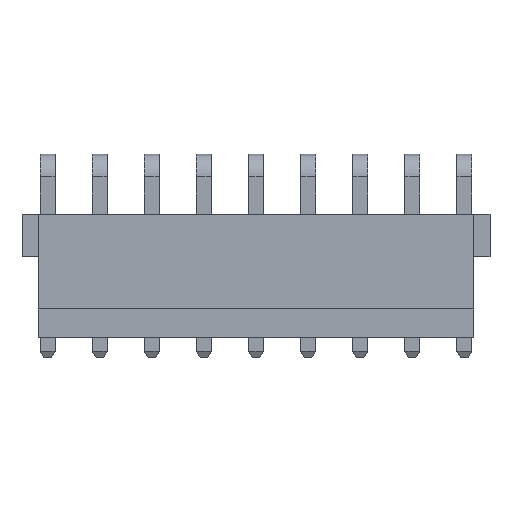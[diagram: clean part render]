
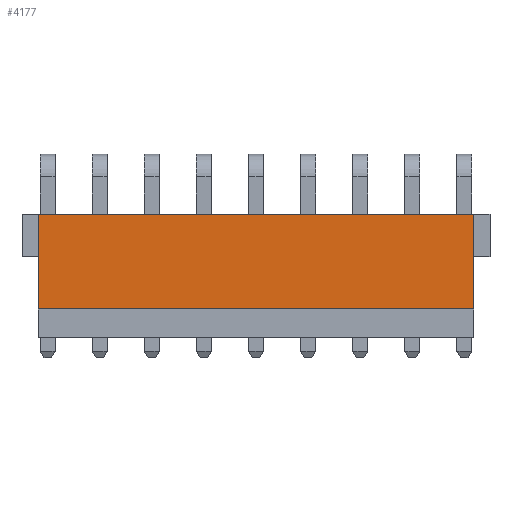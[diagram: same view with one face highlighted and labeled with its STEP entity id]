
A CAD part, top view. The second image highlights one B-rep face of the part: STEP entity #4177.
In plain terms, the highlighted planar face has unit normal (0, 0, 1).
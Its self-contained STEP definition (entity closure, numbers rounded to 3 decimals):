
#3427=CARTESIAN_POINT('',(-16.54,-11.2,8.0));
#3428=VERTEX_POINT('',#3427);
#3435=CARTESIAN_POINT('',(-16.54,-4.0,8.0));
#3436=VERTEX_POINT('',#3435);
#3437=CARTESIAN_POINT('',(-16.54,-7.6,8.0));
#3438=DIRECTION('',(0.,-1.0,-0.0));
#3439=VECTOR('',#3438,1.0);
#3440=LINE('',#3437,#3439);
#3441=EDGE_CURVE('n� 621',#3436,#3428,#3440,.T.);
#3457=CARTESIAN_POINT('',(16.54,-11.2,8.0));
#3458=VERTEX_POINT('',#3457);
#3465=CARTESIAN_POINT('',(0.0,-11.2,8.0));
#3466=DIRECTION('',(1.0,0.0,-0.0));
#3467=VECTOR('',#3466,1.0);
#3468=LINE('',#3465,#3467);
#3469=EDGE_CURVE('n� 620',#3428,#3458,#3468,.T.);
#3481=CARTESIAN_POINT('',(16.54,-4.0,8.0));
#3482=VERTEX_POINT('',#3481);
#3483=CARTESIAN_POINT('',(16.54,-7.6,8.0));
#3484=DIRECTION('',(0.,1.0,0.0));
#3485=VECTOR('',#3484,1.0);
#3486=LINE('',#3483,#3485);
#3487=EDGE_CURVE('n� 619',#3458,#3482,#3486,.T.);
#4161=ORIENTED_EDGE('',*,*,#3487,.T.);
#4162=CARTESIAN_POINT('',(0.0,-4.0,8.0));
#4163=DIRECTION('',(1.0,0.0,0.0));
#4164=VECTOR('',#4163,1.0);
#4165=LINE('',#4162,#4164);
#4166=EDGE_CURVE('n� 22',#3436,#3482,#4165,.T.);
#4167=ORIENTED_EDGE('',*,*,#4166,.F.);
#4168=ORIENTED_EDGE('',*,*,#3441,.T.);
#4169=ORIENTED_EDGE('',*,*,#3469,.T.);
#4170=EDGE_LOOP('',(#4161,#4167,#4168,#4169));
#4171=FACE_OUTER_BOUND('',#4170,.T.);
#4172=CARTESIAN_POINT('',(-16.54,-4.0,8.0));
#4173=DIRECTION('',(0.0,-0.0,1.0));
#4174=DIRECTION('',(0.0,-1.0,-0.0));
#4175=AXIS2_PLACEMENT_3D('',#4172,#4173,#4174);
#4176=PLANE('',#4175);
#4177=ADVANCED_FACE('n� 615',(#4171),#4176,.T.);
